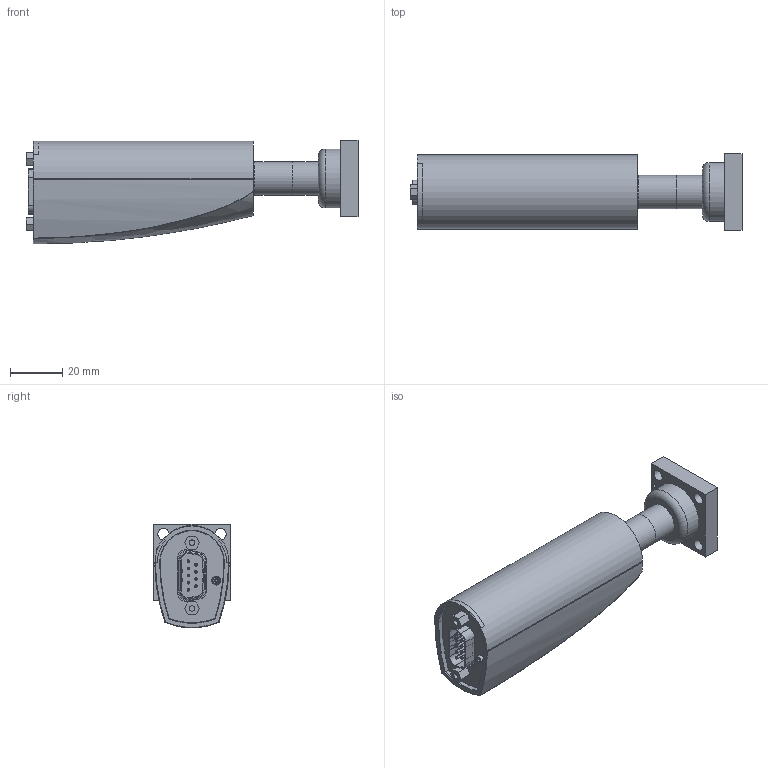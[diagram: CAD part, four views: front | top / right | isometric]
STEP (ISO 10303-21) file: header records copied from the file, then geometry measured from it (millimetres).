
FILE_DESCRIPTION(/* description */ (''),/* implementation_level */ '2;1');
FILE_NAME(/* name */ 'MCDG025D_C-Seal_9Dsub.stp',/* time_stamp */ '2023-01-24T13:55:26+01:00',/* author */ ('cons002'),/* organization */ (''),/* preprocessor_version */ 'ST-DEVELOPER v18.1',/* originating_system */ 'Autodesk Inventor 2021',/* authorisation */ '');
FILE_SCHEMA (('AUTOMOTIVE_DESIGN { 1 0 10303 214 3 1 1 }'));
Length unit declared in the file: millimetre
Products named in the file (1): MCDG025D_C-Seal_9Dsub
Bounding box: 126.8 x 29.2 x 39.52 mm (x, y, z)
Volume: 38966.4 mm3; surface area: 39030.7 mm2
Topology: 14 solids, 14 shells, 1162 faces, 3248 edges, 2137 vertices
Faces by surface type: plane 741, cylinder 345, cone 23, torus 23, bspline 23, sphere 7
Full cylindrical faces by diameter (mm): 1.1 x1, 1.5 x1, 2.013 x2, 2.156 x2, 2.5 x2, 2.845 x2, 3 x3, 3.2 x5, 3.7 x2, 4.4 x4, 4.6 x1, 7.4 x2, 10.2 x2, 12.7 x2, 13.5 x1, 14 x1, 16 x1, 17.5 x1, 22.5 x1, 23 x1, 25.4 x2
Entity records: 42307 total; most frequent: CARTESIAN_POINT 10435, ORIENTED_EDGE 6474, DIRECTION 6388, EDGE_CURVE 3237, LINE 2230, VECTOR 2230, VERTEX_POINT 2137, AXIS2_PLACEMENT_3D 2079
